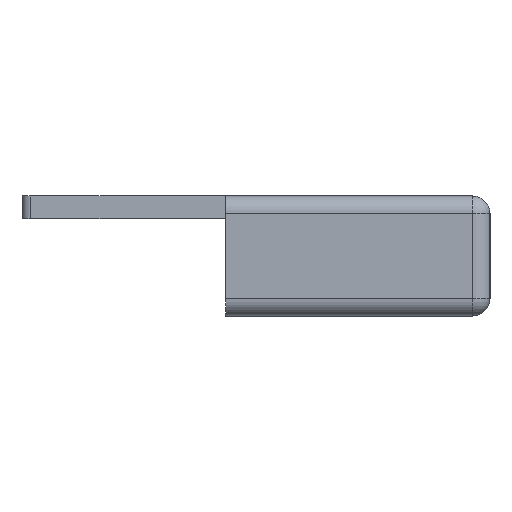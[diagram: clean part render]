
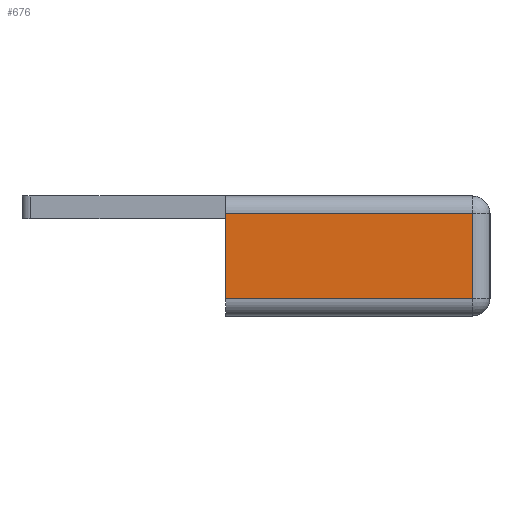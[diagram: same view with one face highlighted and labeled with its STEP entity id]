
A CAD part, left-side view. The second image highlights one B-rep face of the part: STEP entity #676.
In plain terms, the highlighted planar face has unit normal (-1, 0, 0).
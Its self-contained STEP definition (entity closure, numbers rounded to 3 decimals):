
#676=ADVANCED_FACE('',(#1126),#1127,.F.);
#1126=FACE_OUTER_BOUND('',#1495,.T.);
#1127=PLANE('',#1496);
#1495=EDGE_LOOP('',(#2421,#2422,#2423,#2424));
#1496=AXIS2_PLACEMENT_3D('',#2425,#2426,#2427);
#2421=ORIENTED_EDGE('',*,*,#2840,.T.);
#2422=ORIENTED_EDGE('',*,*,#2855,.T.);
#2423=ORIENTED_EDGE('',*,*,#2856,.T.);
#2424=ORIENTED_EDGE('',*,*,#2857,.T.);
#2425=CARTESIAN_POINT('',(0.0,7.6,3.45));
#2426=DIRECTION('',(1.0,0.0,0.0));
#2427=DIRECTION('',(0.0,-1.0,0.0));
#2840=EDGE_CURVE('',#3374,#3370,#3375,.T.);
#2855=EDGE_CURVE('',#3370,#3392,#3393,.T.);
#2856=EDGE_CURVE('',#3392,#3394,#3395,.T.);
#2857=EDGE_CURVE('',#3394,#3374,#3396,.T.);
#3370=VERTEX_POINT('',#4088);
#3374=VERTEX_POINT('',#4092);
#3375=LINE('',#4093,#4094);
#3392=VERTEX_POINT('',#4114);
#3393=LINE('',#4115,#4116);
#3394=VERTEX_POINT('',#4117);
#3395=LINE('',#4118,#4119);
#3396=LINE('',#4120,#4121);
#4088=CARTESIAN_POINT('',(0.,1.,5.9));
#4092=CARTESIAN_POINT('',(0.,1.,1.));
#4093=CARTESIAN_POINT('',(0.0,1.,3.45));
#4094=VECTOR('',#4488,1.0);
#4114=CARTESIAN_POINT('',(0.,15.2,5.9));
#4115=CARTESIAN_POINT('',(0.,3.8,5.9));
#4116=VECTOR('',#4510,1.0);
#4117=CARTESIAN_POINT('',(0.0,15.2,1.0));
#4118=CARTESIAN_POINT('',(0.0,15.2,3.45));
#4119=VECTOR('',#4511,1.0);
#4120=CARTESIAN_POINT('',(0.,19.0,1.));
#4121=VECTOR('',#4512,1.0);
#4488=DIRECTION('',(-0.0,0.0,1.0));
#4510=DIRECTION('',(-0.0,1.0,0.0));
#4511=DIRECTION('',(0.0,0.0,-1.0));
#4512=DIRECTION('',(0.0,-1.0,0.0));
